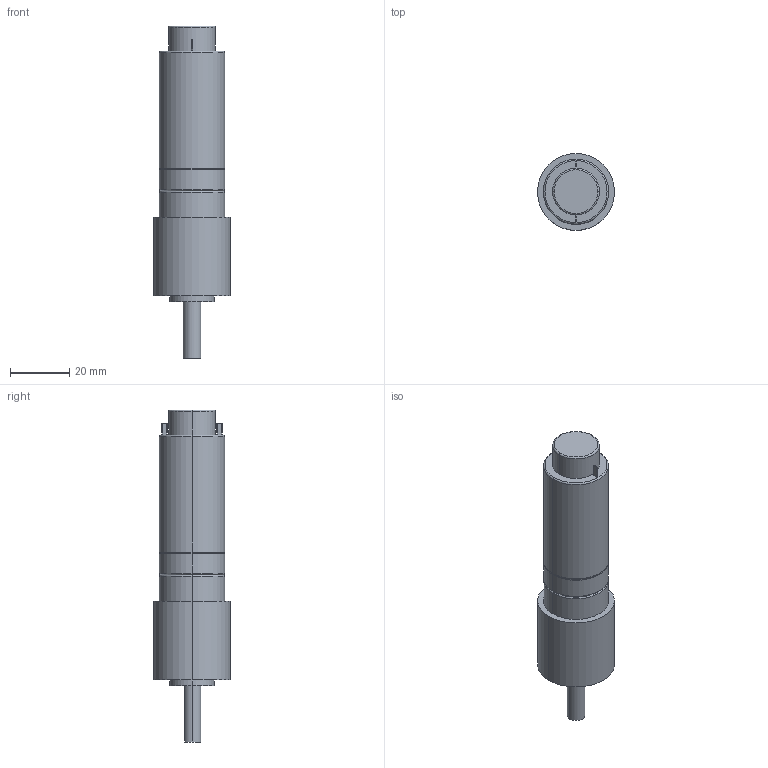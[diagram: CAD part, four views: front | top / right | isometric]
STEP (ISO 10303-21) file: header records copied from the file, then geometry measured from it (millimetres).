
FILE_DESCRIPTION (( 'STEP AP203' ), '1' );
FILE_NAME ('maxon motor_Default_sldprt.STEP', '2018-04-16T08:21:53', ( '' ), ( '' ), 'SwSTEP 2.0', 'SolidWorks 2016', '' );
FILE_SCHEMA (( 'CONFIG_CONTROL_DESIGN' ));
Length unit declared in the file: millimetre
Products named in the file (1): maxon motor_Default_sldprt
Bounding box: 26 x 26 x 112.2 mm (x, y, z)
Volume: 37896.9 mm3; surface area: 8128.6 mm2
Topology: 1 solids, 1 shells, 56 faces, 116 edges, 74 vertices
Faces by surface type: cylinder 29, plane 19, torus 8
Entity records: 1589 total; most frequent: DIRECTION 302, CARTESIAN_POINT 247, ORIENTED_EDGE 232, AXIS2_PLACEMENT_3D 129, EDGE_CURVE 116, VERTEX_POINT 74, CIRCLE 72, EDGE_LOOP 68
